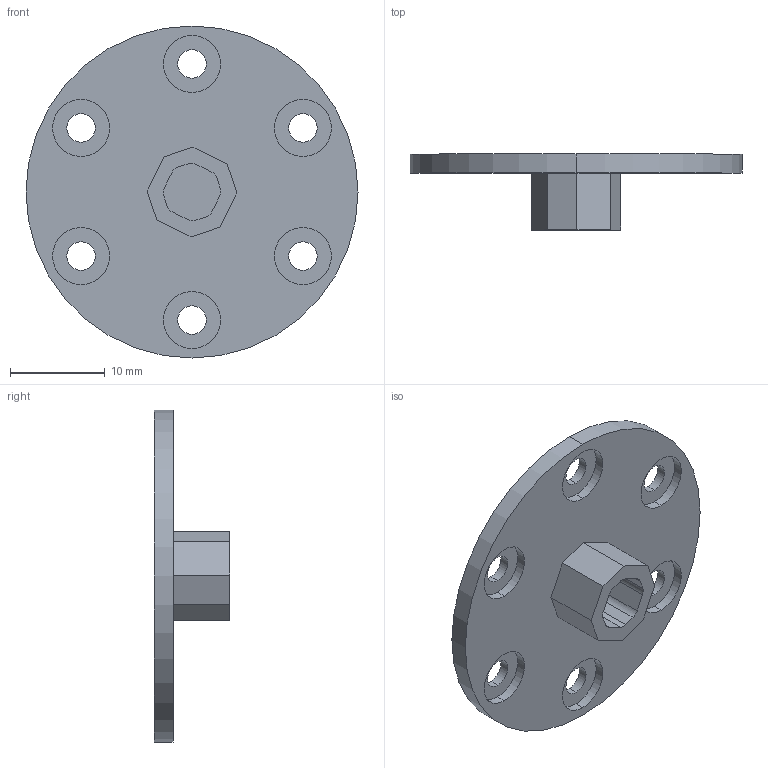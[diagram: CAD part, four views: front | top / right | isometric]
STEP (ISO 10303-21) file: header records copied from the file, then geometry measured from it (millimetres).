
FILE_DESCRIPTION (( 'STEP AP214' ), '1' );
FILE_NAME ('蛌赽佪裝換雄璃.STEP', '2026-01-12T07:16:31', ( '' ), ( '' ), 'SwSTEP 2.0', 'SolidWorks 2025', '' );
FILE_SCHEMA (( 'AUTOMOTIVE_DESIGN' ));
Length unit declared in the file: millimetre
Products named in the file (1): 转子丝杆传动件
Bounding box: 35 x 8 x 35 mm (x, y, z)
Volume: 1929.5 mm3; surface area: 2515.1 mm2
Topology: 1 solids, 1 shells, 61 faces, 153 edges, 102 vertices
Faces by surface type: cylinder 35, plane 26
Entity records: 1904 total; most frequent: DIRECTION 347, CARTESIAN_POINT 317, ORIENTED_EDGE 306, EDGE_CURVE 153, AXIS2_PLACEMENT_3D 132, VERTEX_POINT 102, VECTOR 83, LINE 83
